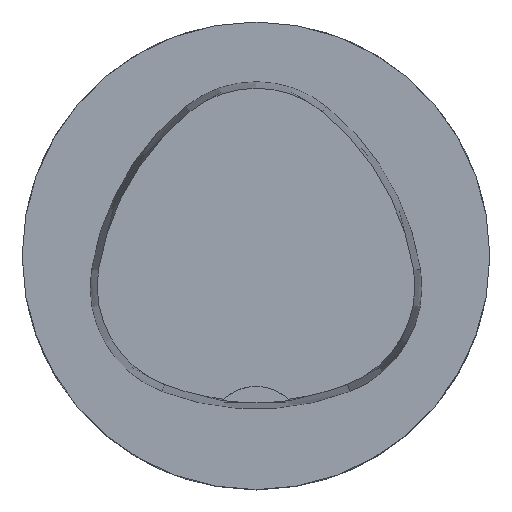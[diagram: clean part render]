
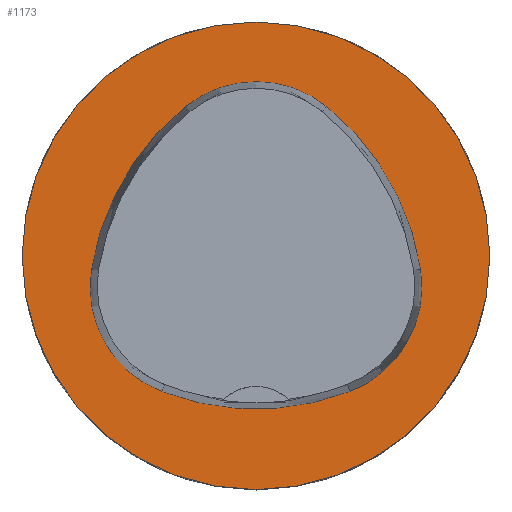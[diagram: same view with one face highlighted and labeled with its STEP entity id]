
A CAD part, top view. The second image highlights one B-rep face of the part: STEP entity #1173.
In plain terms, the highlighted planar face has unit normal (0, 0, 1).
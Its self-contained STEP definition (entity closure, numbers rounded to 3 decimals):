
#244=PLANE('',#5160);
#1173=ADVANCED_FACE('',(#1502,#1503),#244,.T.);
#1502=FACE_BOUND('',#1625,.T.);
#1503=FACE_BOUND('',#1626,.T.);
#1625=EDGE_LOOP('',(#2446,#2447,#2448,#2449,#2450,#2451));
#1626=EDGE_LOOP('',(#2452));
#1925=CIRCLE('',#5132,25.);
#1926=CIRCLE('',#5138,28.);
#1928=CIRCLE('',#5141,12.);
#1930=CIRCLE('',#5144,28.);
#1932=CIRCLE('',#5147,12.);
#1936=CIRCLE('',#5152,28.);
#1938=CIRCLE('',#5155,12.);
#2446=ORIENTED_EDGE('',*,*,#4266,.T.);
#2447=ORIENTED_EDGE('',*,*,#4246,.T.);
#2448=ORIENTED_EDGE('',*,*,#4250,.T.);
#2449=ORIENTED_EDGE('',*,*,#4253,.T.);
#2450=ORIENTED_EDGE('',*,*,#4256,.T.);
#2451=ORIENTED_EDGE('',*,*,#4264,.T.);
#2452=ORIENTED_EDGE('',*,*,#4237,.F.);
#3736=VERTEX_POINT('',#7942);
#3745=VERTEX_POINT('',#7961);
#3746=VERTEX_POINT('',#7962);
#3749=VERTEX_POINT('',#7970);
#3751=VERTEX_POINT('',#7976);
#3753=VERTEX_POINT('',#7982);
#3760=VERTEX_POINT('',#8003);
#4237=EDGE_CURVE('',#3736,#3736,#1925,.T.);
#4246=EDGE_CURVE('',#3745,#3746,#1926,.T.);
#4250=EDGE_CURVE('',#3746,#3749,#1928,.T.);
#4253=EDGE_CURVE('',#3749,#3751,#1930,.T.);
#4256=EDGE_CURVE('',#3751,#3753,#1932,.T.);
#4264=EDGE_CURVE('',#3753,#3760,#1936,.T.);
#4266=EDGE_CURVE('',#3760,#3745,#1938,.T.);
#5132=AXIS2_PLACEMENT_3D('',#7941,#5813,#5814);
#5138=AXIS2_PLACEMENT_3D('',#7960,#5829,#5830);
#5141=AXIS2_PLACEMENT_3D('',#7969,#5837,#5838);
#5144=AXIS2_PLACEMENT_3D('',#7975,#5844,#5845);
#5147=AXIS2_PLACEMENT_3D('',#7981,#5851,#5852);
#5152=AXIS2_PLACEMENT_3D('',#8004,#5863,#5864);
#5155=AXIS2_PLACEMENT_3D('',#8007,#5869,#5870);
#5160=AXIS2_PLACEMENT_3D('',#8012,#5879,#5880);
#5813=DIRECTION('',(0.,0.,-1.));
#5814=DIRECTION('',(-1.,0.,0.));
#5829=DIRECTION('',(0.,0.,-1.));
#5830=DIRECTION('',(-1.,0.,0.));
#5837=DIRECTION('',(0.,0.,-1.));
#5838=DIRECTION('',(-1.,0.,0.));
#5844=DIRECTION('',(0.,0.,-1.));
#5845=DIRECTION('',(-1.,0.,0.));
#5851=DIRECTION('',(0.,0.,-1.));
#5852=DIRECTION('',(-1.,0.,0.));
#5863=DIRECTION('',(0.,0.,-1.));
#5864=DIRECTION('',(-1.,0.,0.));
#5869=DIRECTION('',(0.,0.,-1.));
#5870=DIRECTION('',(-1.,0.,0.));
#5879=DIRECTION('',(0.,0.,1.));
#5880=DIRECTION('',(1.,0.,0.));
#7941=CARTESIAN_POINT('',(0.,0.,0.));
#7942=CARTESIAN_POINT('',(-25.,0.,0.));
#7960=CARTESIAN_POINT('',(10.068,-5.824,0.));
#7961=CARTESIAN_POINT('',(-17.584,-1.424,0.));
#7962=CARTESIAN_POINT('',(-7.531,15.953,0.));
#7969=CARTESIAN_POINT('',(0.011,6.62,0.));
#7970=CARTESIAN_POINT('',(7.567,15.942,0.));
#7975=CARTESIAN_POINT('',(-10.063,-5.81,0.));
#7976=CARTESIAN_POINT('',(17.59,-1.418,0.));
#7981=CARTESIAN_POINT('',(5.739,-3.3,0.));
#7982=CARTESIAN_POINT('',(10.05,-14.499,0.));
#8003=CARTESIAN_POINT('',(-10.025,-14.516,0.));
#8004=CARTESIAN_POINT('',(-0.01,11.631,0.));
#8007=CARTESIAN_POINT('',(-5.733,-3.31,0.));
#8012=CARTESIAN_POINT('',(0.,0.,0.));
